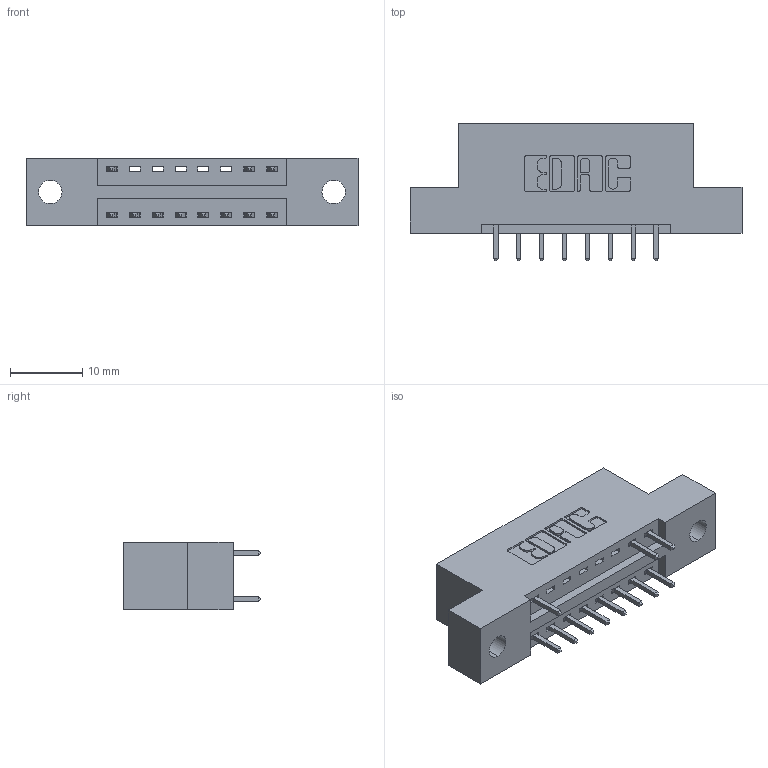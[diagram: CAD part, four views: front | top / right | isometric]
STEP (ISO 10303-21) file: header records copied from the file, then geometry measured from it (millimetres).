
FILE_DESCRIPTION (( 'STEP AP203' ), '1' );
FILE_NAME ('346-016-521-202.STEP', '2018-08-20T03:46:12', ( '' ), ( '' ), 'SwSTEP 2.0', 'SolidWorks 2016', '' );
FILE_SCHEMA (( 'CONFIG_CONTROL_DESIGN' ));
Length unit declared in the file: inch
Products named in the file (3): 346-016-521-202; 346 Part_Flush Mounting Lugs - 0.128 Dia; 345-292-001_345-293-121
Assembly tree (12 placements, depth 2):
  346-016-521-202
    346 Part_Flush Mounting Lugs - 0.128 Dia
    345-292-001_345-293-121  x11
Bounding box: 45.97 x 19.05 x 9.4 mm (x, y, z)
Volume: 4132.8 mm3; surface area: 4587.4 mm2
Topology: 12 solids, 12 shells, 724 faces, 2139 edges, 1410 vertices
Faces by surface type: plane 486, cylinder 238
Entity records: 9659 total; most frequent: CARTESIAN_POINT 1659, ORIENTED_EDGE 1598, DIRECTION 1509, EDGE_CURVE 799, VECTOR 635, LINE 635, VERTEX_POINT 530, AXIS2_PLACEMENT_3D 437
